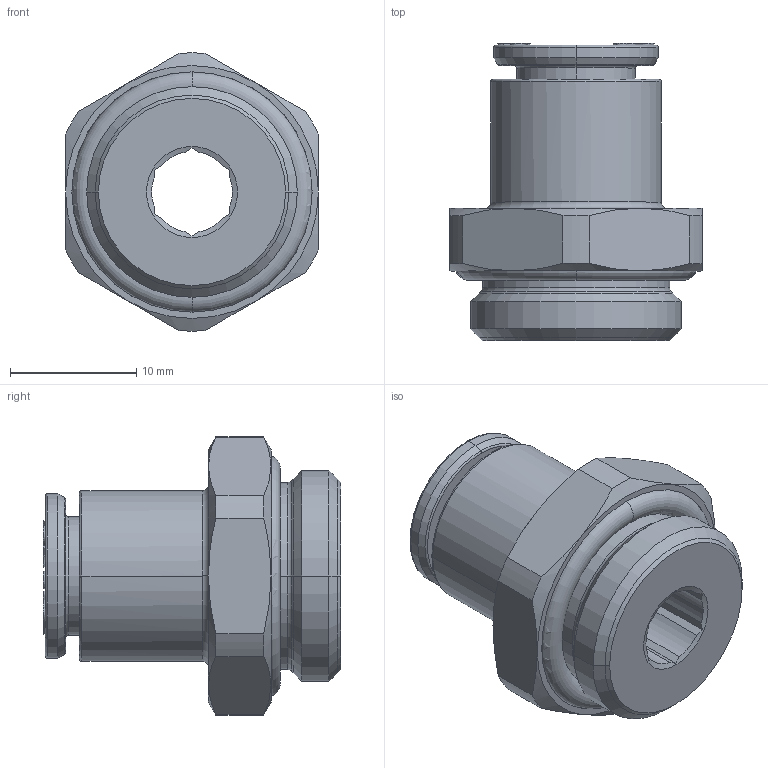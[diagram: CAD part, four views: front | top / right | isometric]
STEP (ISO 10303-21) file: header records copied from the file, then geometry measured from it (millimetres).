
FILE_DESCRIPTION(('STEP AP214'),'1');
FILE_NAME('6801_08_17.stp','2016-07-07T14:38:44',('TraceParts'),('TraceParts S.A.'),'Spatial InterOp 3D',' ',' ');
FILE_SCHEMA(('automotive_design'));
Length unit declared in the file: millimetre
Products named in the file (9): V801-08-17_ASM|Next assembly relationship#44108-18_ASM|Next assembly relationship#44108-31;44108-31; V801-08-17_ASM|Next assembly relationship#44108-18_ASM|Next assembly relationship#44108;44108; V801-08-17_ASM|Next assembly relationship#44108-18_ASM|Next assembly relationship#44108-30;44108-30; V801-08-17_ASM|Next assembly relationship#44108-18_ASM|Next assembly relationship#44108-40;44108-40; V801-08-17_ASM|Next assembly relationship#44608-12-69_AF0;44608-12-69_AF0; V801-08-17_ASM|Next assembly relationship#23955_D19_D14_8_1_5_AF0;23955_D19_D14_8_1_5_AF0; V801-08-17_ASM|Next assembly relationship#44108-11-10-ASM;44108-11-10-ASM
Bounding box: 20 x 23.5 x 21.99 mm (x, y, z)
Volume: 3335.5 mm3; surface area: 4596 mm2
Topology: 7 solids, 9 shells, 741 faces, 1931 edges, 1233 vertices
Faces by surface type: plane 431, cone 99, cylinder 89, torus 60, bspline 56, revolution 4, sphere 2
Entity records: 25037 total; most frequent: CARTESIAN_POINT 6961, ORIENTED_EDGE 3850, DIRECTION 3528, EDGE_CURVE 1929, LINE 1300, VECTOR 1300, VERTEX_POINT 1233, AXIS2_PLACEMENT_3D 1112
